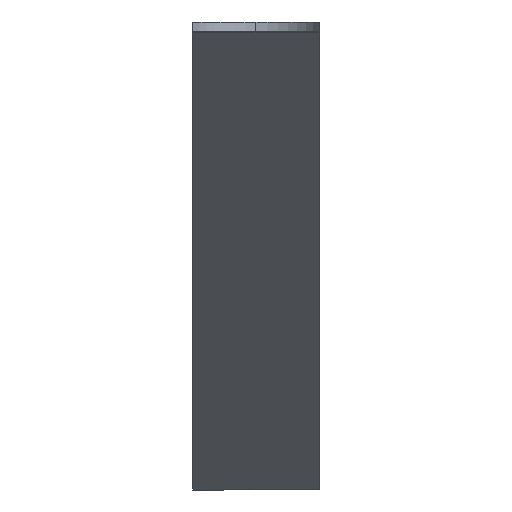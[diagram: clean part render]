
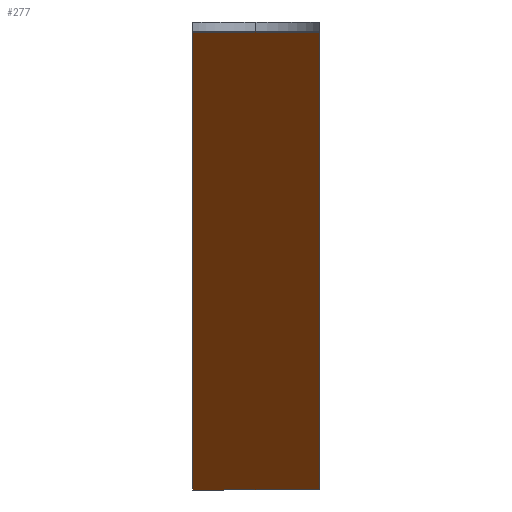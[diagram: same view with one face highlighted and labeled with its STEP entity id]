
A CAD part, left-side view. The second image highlights one B-rep face of the part: STEP entity #277.
In plain terms, the highlighted planar face has unit normal (-0.5, 0, -0.866).
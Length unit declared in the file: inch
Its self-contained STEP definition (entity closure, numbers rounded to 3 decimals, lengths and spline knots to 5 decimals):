
#1 = ORIENTED_EDGE ( 'NONE', *, *, #469, .F. ) ;
#6 = CARTESIAN_POINT ( 'NONE',  ( 2.03, 0., -0.07054 ) ) ;
#49 = ORIENTED_EDGE ( 'NONE', *, *, #387, .F. ) ;
#56 = VECTOR ( 'NONE', #117, 39.37008 ) ;
#85 = VERTEX_POINT ( 'NONE', #6 ) ;
#93 = AXIS2_PLACEMENT_3D ( 'NONE', #344, #131, #258 ) ;
#112 = LINE ( 'NONE', #391, #154 ) ;
#117 = DIRECTION ( 'NONE',  ( 0., -1., 0. ) ) ;
#122 = CARTESIAN_POINT ( 'NONE',  ( 2.03, 0.875, -0.07054 ) ) ;
#125 = CARTESIAN_POINT ( 'NONE',  ( 7.52249, 0., -3.24163 ) ) ;
#131 = DIRECTION ( 'NONE',  ( -0.5, 0., -0.866 ) ) ;
#154 = VECTOR ( 'NONE', #218, 39.37008 ) ;
#189 = CARTESIAN_POINT ( 'NONE',  ( 7.52249, 0.875, -3.24163 ) ) ;
#195 = FACE_OUTER_BOUND ( 'NONE', #424, .T. ) ;
#214 = VECTOR ( 'NONE', #229, 39.37008 ) ;
#218 = DIRECTION ( 'NONE',  ( -0.866, 0., 0.5 ) ) ;
#229 = DIRECTION ( 'NONE',  ( 0.866, 0., -0.5 ) ) ;
#258 = DIRECTION ( 'NONE',  ( -0.866, 0., 0.5 ) ) ;
#276 = PLANE ( 'NONE',  #93 ) ;
#277 = ADVANCED_FACE ( 'NONE', ( #195 ), #276, .T. ) ;
#292 = CARTESIAN_POINT ( 'NONE',  ( 7.52249, 0.875, -3.24163 ) ) ;
#314 = ORIENTED_EDGE ( 'NONE', *, *, #341, .F. ) ;
#320 = DIRECTION ( 'NONE',  ( 0., 1., 0. ) ) ;
#322 = LINE ( 'NONE', #435, #56 ) ;
#341 = EDGE_CURVE ( 'NONE', #343, #85, #322, .T. ) ;
#343 = VERTEX_POINT ( 'NONE', #122 ) ;
#344 = CARTESIAN_POINT ( 'NONE',  ( 0.48901, 0., 0.81915 ) ) ;
#346 = VERTEX_POINT ( 'NONE', #125 ) ;
#387 = EDGE_CURVE ( 'NONE', #346, #457, #465, .T. ) ;
#391 = CARTESIAN_POINT ( 'NONE',  ( 2.01608, 0.875, -0.0625 ) ) ;
#394 = CARTESIAN_POINT ( 'NONE',  ( 7.52249, 0., -3.24163 ) ) ;
#424 = EDGE_LOOP ( 'NONE', ( #1, #314, #466, #49 ) ) ;
#435 = CARTESIAN_POINT ( 'NONE',  ( 2.03, 0.875, -0.07054 ) ) ;
#452 = EDGE_CURVE ( 'NONE', #457, #343, #112, .T. ) ;
#453 = VECTOR ( 'NONE', #320, 39.37008 ) ;
#457 = VERTEX_POINT ( 'NONE', #189 ) ;
#465 = LINE ( 'NONE', #292, #453 ) ;
#466 = ORIENTED_EDGE ( 'NONE', *, *, #452, .F. ) ;
#469 = EDGE_CURVE ( 'NONE', #85, #346, #473, .T. ) ;
#473 = LINE ( 'NONE', #394, #214 ) ;
